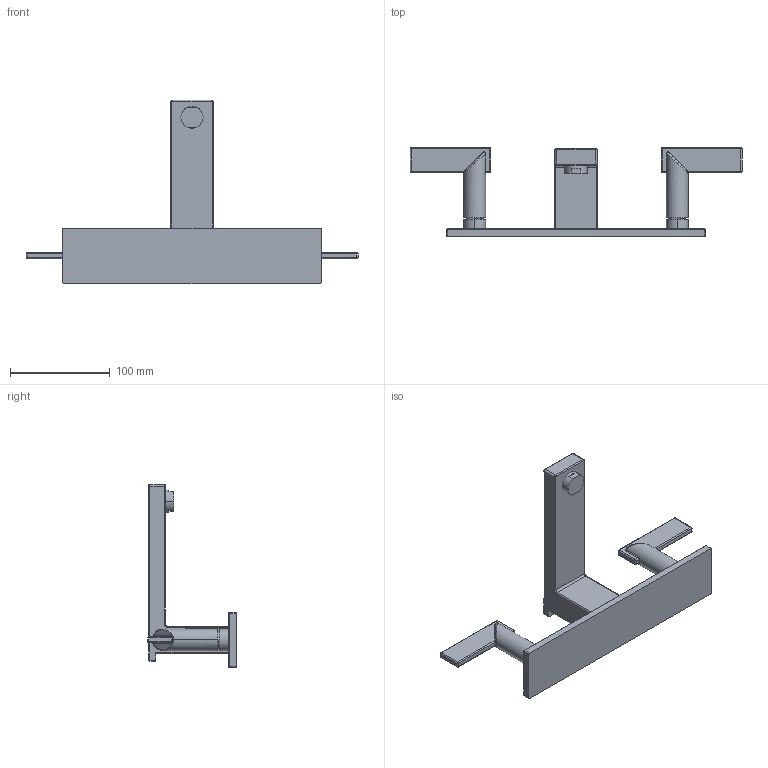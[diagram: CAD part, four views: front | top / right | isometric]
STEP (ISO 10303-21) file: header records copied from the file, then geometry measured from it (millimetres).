
FILE_DESCRIPTION((''),'2;1');
FILE_NAME('2540A','2020-11-27T13:54:42',('jinson.thomas'),(''),'CREO PARAMETRIC BY PTC INC, 2018400','CREO PARAMETRIC BY PTC INC, 2018400','');
FILE_SCHEMA(('CONFIG_CONTROL_DESIGN'));
Length unit declared in the file: inch
Products named in the file (1): 2540A
Bounding box: 333.25 x 89.15 x 184.07 mm (x, y, z)
Volume: 384090.3 mm3; surface area: 81407.4 mm2
Topology: 1 solids, 1 shells, 178 faces, 436 edges, 246 vertices
Faces by surface type: cylinder 76, plane 46, bspline 28, sphere 22, torus 6
Entity records: 6652 total; most frequent: CARTESIAN_POINT 2676, DIRECTION 828, ORIENTED_EDGE 828, EDGE_CURVE 414, AXIS2_PLACEMENT_3D 330, VERTEX_POINT 246, EDGE_LOOP 186, CIRCLE 180
